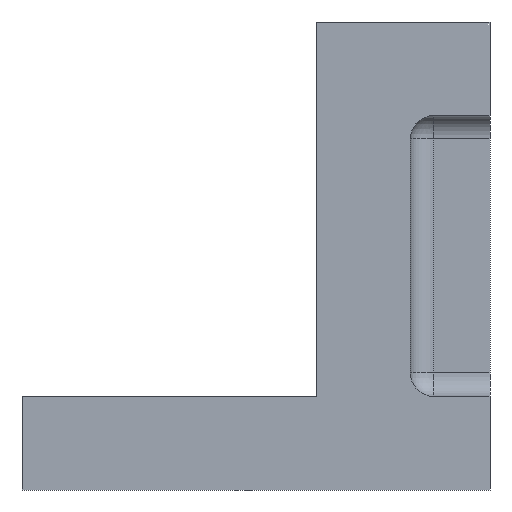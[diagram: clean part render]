
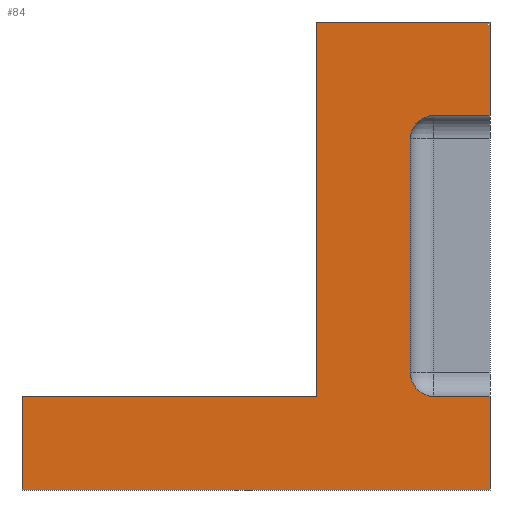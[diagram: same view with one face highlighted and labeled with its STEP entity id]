
A CAD part, front view. The second image highlights one B-rep face of the part: STEP entity #84.
In plain terms, the highlighted planar face has unit normal (0, -1, 0).
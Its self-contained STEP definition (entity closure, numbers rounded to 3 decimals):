
#84 = ADVANCED_FACE( '', ( #142 ), #143, .F. );
#142 = FACE_OUTER_BOUND( '', #237, .T. );
#143 = PLANE( '', #238 );
#237 = EDGE_LOOP( '', ( #404, #405, #406, #407, #408, #409, #410, #411, #412, #413, #414, #415 ) );
#238 = AXIS2_PLACEMENT_3D( '', #416, #417, #418 );
#404 = ORIENTED_EDGE( '', *, *, #676, .F. );
#405 = ORIENTED_EDGE( '', *, *, #718, .F. );
#406 = ORIENTED_EDGE( '', *, *, #716, .F. );
#407 = ORIENTED_EDGE( '', *, *, #719, .F. );
#408 = ORIENTED_EDGE( '', *, *, #709, .F. );
#409 = ORIENTED_EDGE( '', *, *, #720, .F. );
#410 = ORIENTED_EDGE( '', *, *, #721, .T. );
#411 = ORIENTED_EDGE( '', *, *, #722, .F. );
#412 = ORIENTED_EDGE( '', *, *, #723, .T. );
#413 = ORIENTED_EDGE( '', *, *, #724, .F. );
#414 = ORIENTED_EDGE( '', *, *, #703, .F. );
#415 = ORIENTED_EDGE( '', *, *, #679, .F. );
#416 = CARTESIAN_POINT( '', ( 13., -150., 50. ) );
#417 = DIRECTION( '', ( 0., 1., 0. ) );
#418 = DIRECTION( '', ( 0., 0., 1. ) );
#676 = EDGE_CURVE( '', #789, #791, #792, .T. );
#679 = EDGE_CURVE( '', #791, #796, #797, .T. );
#703 = EDGE_CURVE( '', #796, #840, #841, .T. );
#709 = EDGE_CURVE( '', #850, #852, #853, .T. );
#716 = EDGE_CURVE( '', #861, #863, #864, .T. );
#718 = EDGE_CURVE( '', #863, #789, #866, .T. );
#719 = EDGE_CURVE( '', #852, #861, #867, .T. );
#720 = EDGE_CURVE( '', #868, #850, #869, .T. );
#721 = EDGE_CURVE( '', #868, #870, #871, .T. );
#722 = EDGE_CURVE( '', #872, #870, #873, .T. );
#723 = EDGE_CURVE( '', #872, #874, #875, .T. );
#724 = EDGE_CURVE( '', #840, #874, #876, .T. );
#789 = VERTEX_POINT( '', #966 );
#791 = VERTEX_POINT( '', #969 );
#792 = LINE( '', #970, #971 );
#796 = VERTEX_POINT( '', #977 );
#797 = LINE( '', #978, #979 );
#840 = VERTEX_POINT( '', #1037 );
#841 = LINE( '', #1038, #1039 );
#850 = VERTEX_POINT( '', #1050 );
#852 = VERTEX_POINT( '', #1053 );
#853 = LINE( '', #1054, #1055 );
#861 = VERTEX_POINT( '', #1067 );
#863 = VERTEX_POINT( '', #1070 );
#864 = LINE( '', #1071, #1072 );
#866 = LINE( '', #1075, #1076 );
#867 = LINE( '', #1077, #1078 );
#868 = VERTEX_POINT( '', #1079 );
#869 = LINE( '', #1080, #1081 );
#870 = VERTEX_POINT( '', #1082 );
#871 = CIRCLE( '', #1083, 5. );
#872 = VERTEX_POINT( '', #1084 );
#873 = LINE( '', #1085, #1086 );
#874 = VERTEX_POINT( '', #1087 );
#875 = CIRCLE( '', #1088, 5. );
#876 = LINE( '', #1089, #1090 );
#966 = CARTESIAN_POINT( '', ( 13., -150., -30. ) );
#969 = CARTESIAN_POINT( '', ( 13., -150., 50. ) );
#970 = CARTESIAN_POINT( '', ( 13., -150., -30. ) );
#971 = VECTOR( '', #1200, 1000. );
#977 = CARTESIAN_POINT( '', ( 50., -150., 50. ) );
#978 = CARTESIAN_POINT( '', ( 13., -150., 50. ) );
#979 = VECTOR( '', #1203, 1000. );
#1037 = CARTESIAN_POINT( '', ( 50., -150., 30. ) );
#1038 = CARTESIAN_POINT( '', ( 50., -150., 50. ) );
#1039 = VECTOR( '', #1243, 1000. );
#1050 = CARTESIAN_POINT( '', ( 50., -150., -30. ) );
#1053 = CARTESIAN_POINT( '', ( 50., -150., -50. ) );
#1054 = CARTESIAN_POINT( '', ( 50., -150., -30. ) );
#1055 = VECTOR( '', #1253, 1000. );
#1067 = CARTESIAN_POINT( '', ( -50., -150., -50. ) );
#1070 = CARTESIAN_POINT( '', ( -50., -150., -30. ) );
#1071 = CARTESIAN_POINT( '', ( -50., -150., -30. ) );
#1072 = VECTOR( '', #1262, 1000. );
#1075 = CARTESIAN_POINT( '', ( 13., -150., -30. ) );
#1076 = VECTOR( '', #1264, 1000. );
#1077 = CARTESIAN_POINT( '', ( 50., -150., -50. ) );
#1078 = VECTOR( '', #1265, 1000. );
#1079 = CARTESIAN_POINT( '', ( 38., -150., -30. ) );
#1080 = CARTESIAN_POINT( '', ( 33., -150., -30. ) );
#1081 = VECTOR( '', #1266, 1000. );
#1082 = CARTESIAN_POINT( '', ( 33., -150., -25. ) );
#1083 = AXIS2_PLACEMENT_3D( '', #1267, #1268, #1269 );
#1084 = CARTESIAN_POINT( '', ( 33., -150., 25. ) );
#1085 = CARTESIAN_POINT( '', ( 33., -150., 30. ) );
#1086 = VECTOR( '', #1270, 1000. );
#1087 = CARTESIAN_POINT( '', ( 38., -150., 30. ) );
#1088 = AXIS2_PLACEMENT_3D( '', #1271, #1272, #1273 );
#1089 = CARTESIAN_POINT( '', ( 50., -150., 30. ) );
#1090 = VECTOR( '', #1274, 1000. );
#1200 = DIRECTION( '', ( 0., 0., 1. ) );
#1203 = DIRECTION( '', ( 1., 0., 0. ) );
#1243 = DIRECTION( '', ( 0., 0., -1. ) );
#1253 = DIRECTION( '', ( 0., 0., -1. ) );
#1262 = DIRECTION( '', ( 0., 0., 1. ) );
#1264 = DIRECTION( '', ( 1., 0., 0. ) );
#1265 = DIRECTION( '', ( -1., 0., 0. ) );
#1266 = DIRECTION( '', ( 1., 0., 0. ) );
#1267 = CARTESIAN_POINT( '', ( 38., -150., -25. ) );
#1268 = DIRECTION( '', ( 0., 1., 0. ) );
#1269 = DIRECTION( '', ( 0., 0., 1. ) );
#1270 = DIRECTION( '', ( 0., 0., -1. ) );
#1271 = CARTESIAN_POINT( '', ( 38., -150., 25. ) );
#1272 = DIRECTION( '', ( 0., 1., 0. ) );
#1273 = DIRECTION( '', ( 0., 0., 1. ) );
#1274 = DIRECTION( '', ( -1., 0., 0. ) );
